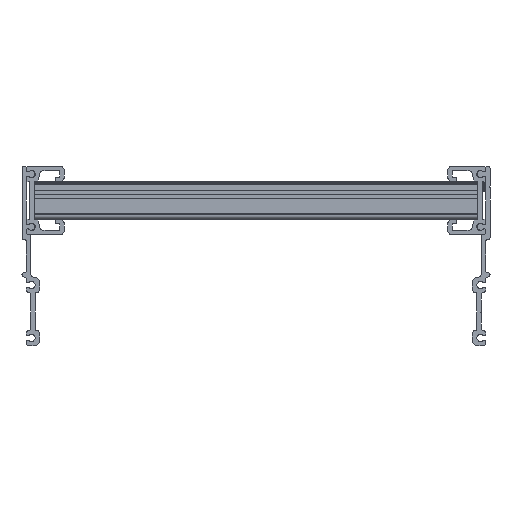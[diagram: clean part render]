
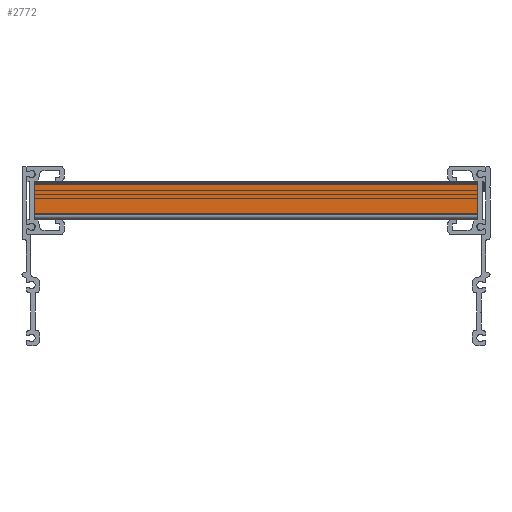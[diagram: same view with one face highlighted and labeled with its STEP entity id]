
A CAD part, front view. The second image highlights one B-rep face of the part: STEP entity #2772.
In plain terms, the highlighted face is planar.
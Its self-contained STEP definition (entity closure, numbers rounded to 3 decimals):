
#5 = DIRECTION ( 'NONE',  ( 0., 0., -1. ) ) ;
#1108 = CARTESIAN_POINT ( 'NONE',  ( 15.5, 0., 0. ) ) ;
#1177 = CARTESIAN_POINT ( 'NONE',  ( 15.5, 200., -1. ) ) ;
#1877 = VERTEX_POINT ( 'NONE', #7554 ) ;
#2172 = LINE ( 'NONE', #1108, #10376 ) ;
#2227 = DIRECTION ( 'NONE',  ( 0., 1., 0. ) ) ;
#2511 = VECTOR ( 'NONE', #2227, 1000. ) ;
#2772 = ADVANCED_FACE ( 'NONE', ( #10598 ), #7205, .F. ) ;
#3364 = CARTESIAN_POINT ( 'NONE',  ( 15.5, 0., -1. ) ) ;
#4168 = DIRECTION ( 'NONE',  ( 0., 0., 1. ) ) ;
#4378 = LINE ( 'NONE', #1177, #5184 ) ;
#5184 = VECTOR ( 'NONE', #5451, 1000. ) ;
#5280 = ORIENTED_EDGE ( 'NONE', *, *, #11256, .T. ) ;
#5408 = EDGE_CURVE ( 'NONE', #7774, #1877, #7750, .T. ) ;
#5451 = DIRECTION ( 'NONE',  ( 0., -1., 0. ) ) ;
#5874 = EDGE_CURVE ( 'NONE', #7189, #1877, #9575, .T. ) ;
#6281 = DIRECTION ( 'NONE',  ( -1., 0., 0. ) ) ;
#6401 = CARTESIAN_POINT ( 'NONE',  ( 15.5, 200., 0. ) ) ;
#6800 = ORIENTED_EDGE ( 'NONE', *, *, #5408, .T. ) ;
#7189 = VERTEX_POINT ( 'NONE', #12663 ) ;
#7205 = PLANE ( 'NONE',  #13873 ) ;
#7554 = CARTESIAN_POINT ( 'NONE',  ( 15.5, 200., -15. ) ) ;
#7724 = CARTESIAN_POINT ( 'NONE',  ( 15.5, 0., -15. ) ) ;
#7750 = LINE ( 'NONE', #10472, #2511 ) ;
#7774 = VERTEX_POINT ( 'NONE', #7724 ) ;
#8253 = EDGE_LOOP ( 'NONE', ( #13610, #11380, #5280, #6800 ) ) ;
#9257 = VECTOR ( 'NONE', #5, 1000. ) ;
#9575 = LINE ( 'NONE', #6401, #9257 ) ;
#9970 = DIRECTION ( 'NONE',  ( 0., 0., -1. ) ) ;
#10376 = VECTOR ( 'NONE', #9970, 1000. ) ;
#10472 = CARTESIAN_POINT ( 'NONE',  ( 15.5, 200., -15. ) ) ;
#10598 = FACE_OUTER_BOUND ( 'NONE', #8253, .T. ) ;
#11256 = EDGE_CURVE ( 'NONE', #13047, #7774, #2172, .T. ) ;
#11261 = EDGE_CURVE ( 'NONE', #7189, #13047, #4378, .T. ) ;
#11380 = ORIENTED_EDGE ( 'NONE', *, *, #11261, .T. ) ;
#12663 = CARTESIAN_POINT ( 'NONE',  ( 15.5, 200., -1. ) ) ;
#13047 = VERTEX_POINT ( 'NONE', #3364 ) ;
#13610 = ORIENTED_EDGE ( 'NONE', *, *, #5874, .F. ) ;
#13722 = CARTESIAN_POINT ( 'NONE',  ( 15.5, 200., 0. ) ) ;
#13873 = AXIS2_PLACEMENT_3D ( 'NONE', #13722, #6281, #4168 ) ;
